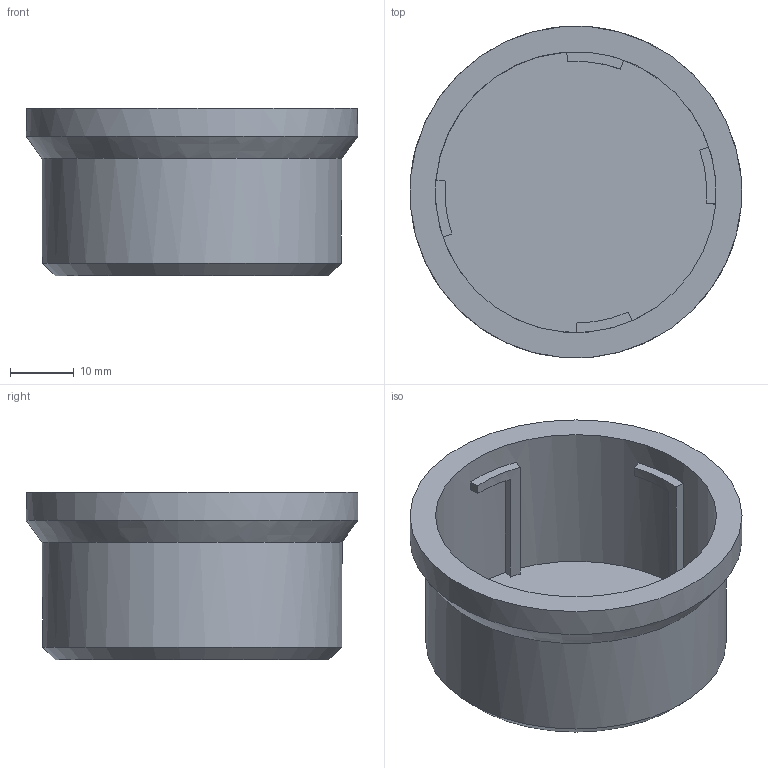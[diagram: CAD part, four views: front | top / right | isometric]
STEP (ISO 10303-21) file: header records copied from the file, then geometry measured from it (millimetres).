
FILE_DESCRIPTION(('HOOPS Exchange Step'),'2;1');
FILE_NAME('temp_export','2023-06-27T15:24:27-04:00',('gmoua'),('Shapr3D Limited'),'HOOPS Exchange 2022.2','Shapr3D','Authorized');
FILE_SCHEMA( ('AUTOMOTIVE_DESIGN { 1 0 10303 214 1 1 1 1 }') );
Length unit declared in the file: millimetre
Products named in the file (1): Leica M Cap
Bounding box: 51.92 x 51.95 x 26.3 mm (x, y, z)
Volume: 10866.5 mm3; surface area: 11590.9 mm2
Topology: 1 solids, 1 shells, 50 faces, 141 edges, 96 vertices
Faces by surface type: plane 35, cylinder 7, bspline 5, cone 3
Full cylindrical faces by diameter (mm): 44 x1, 47 x1, 52 x1
Entity records: 2631 total; most frequent: CARTESIAN_POINT 1311, ORIENTED_EDGE 282, DIRECTION 252, EDGE_CURVE 141, VERTEX_POINT 96, VECTOR 96, LINE 96, AXIS2_PLACEMENT_3D 78
